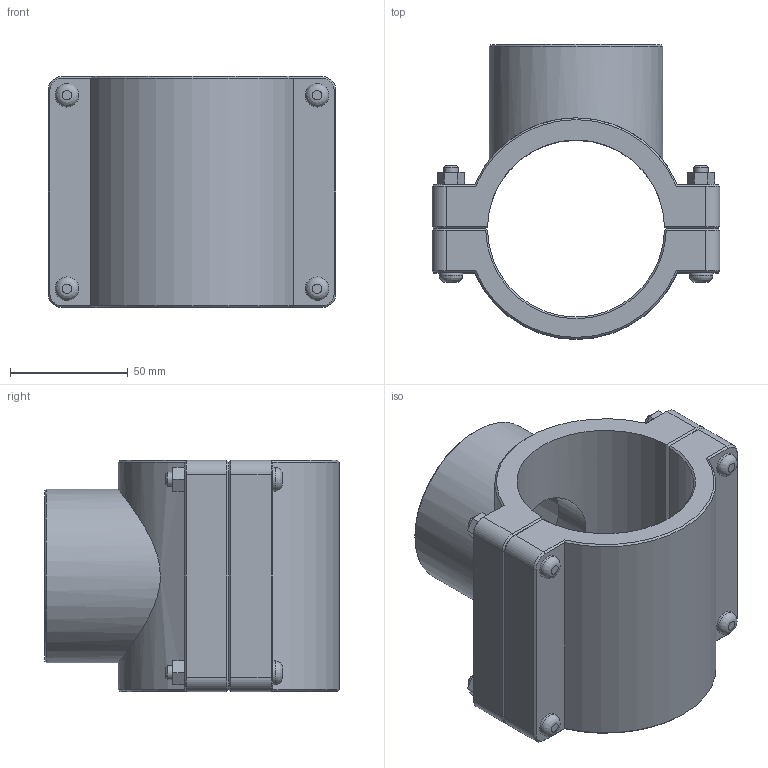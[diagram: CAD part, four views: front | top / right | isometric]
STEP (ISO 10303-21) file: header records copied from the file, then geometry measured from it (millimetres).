
FILE_DESCRIPTION(/* description */ ('PLASSON SADDLE 75-2"'),/* implementation_level */ '2;1');
FILE_NAME(/* name */ '160760075020_160860075020.ipt.stp',/* time_stamp */ '2017-06-18T09:25:07+03:00',/* author */ ('KIM'),/* organization */ (''),/* preprocessor_version */ 'ST-DEVELOPER v15.6',/* originating_system */ 'Autodesk Inventor 2015',/* authorisation */ '');
FILE_SCHEMA (('AUTOMOTIVE_DESIGN { 1 0 10303 214 3 1 1 }'));
Length unit declared in the file: millimetre
Products named in the file (1): 160760075020_160860075020
Bounding box: 122 x 124.88 x 98 mm (x, y, z)
Volume: 416426.6 mm3; surface area: 87388.8 mm2
Topology: 1 solids, 1 shells, 141 faces, 328 edges, 205 vertices
Faces by surface type: plane 82, cone 28, cylinder 27, bspline 4
Full cylindrical faces by diameter (mm): 6 x4, 10 x8, 40 x1, 56.656 x1, 73.653 x1
Entity records: 4114 total; most frequent: CARTESIAN_POINT 945, DIRECTION 652, ORIENTED_EDGE 616, EDGE_CURVE 308, AXIS2_PLACEMENT_3D 232, VERTEX_POINT 205, LINE 188, VECTOR 188
